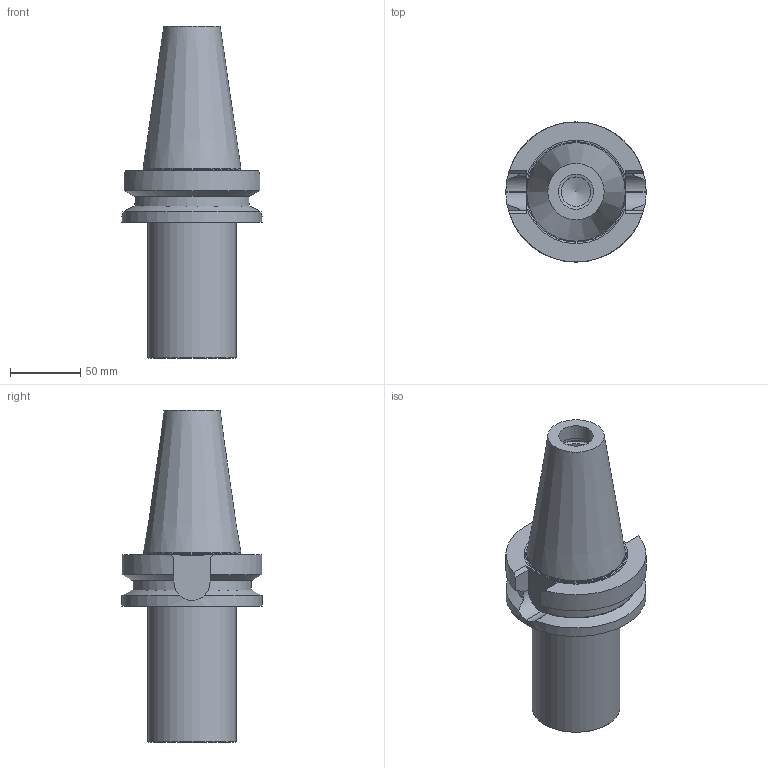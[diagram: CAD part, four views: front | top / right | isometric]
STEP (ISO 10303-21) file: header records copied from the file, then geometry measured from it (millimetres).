
FILE_DESCRIPTION(/* description */ (''),/* implementation_level */ '2;1');
FILE_NAME(/* name */ '2922_1_3d.stp',/* time_stamp */ '2017-02-08T09:37:43+01:00',/* author */ (''),/* organization */ ('SMS'),/* preprocessor_version */ 'ST-DEVELOPER v15',/* originating_system */ 'SIEMENS PLM Software NX 8.5',/* authorisation */ '');
FILE_SCHEMA (('AUTOMOTIVE_DESIGN { 1 0 10303 214 3 1 1 1 }'));
Length unit declared in the file: millimetre
Products named in the file (1): 2922_1_3D
Bounding box: 99.97 x 99.97 x 236.8 mm (x, y, z)
Volume: 778166.5 mm3; surface area: 68621.6 mm2
Topology: 1 solids, 1 shells, 50 faces, 132 edges, 86 vertices
Faces by surface type: plane 22, cylinder 14, cone 12, torus 2
Full cylindrical faces by diameter (mm): 21 x1, 25.017 x1, 25.466 x1, 63 x1, 69.25 x1, 99.973 x1
Entity records: 1503 total; most frequent: CARTESIAN_POINT 307, DIRECTION 244, ORIENTED_EDGE 224, EDGE_CURVE 112, AXIS2_PLACEMENT_3D 98, VERTEX_POINT 81, EDGE_LOOP 66, ADVANCED_FACE 50
